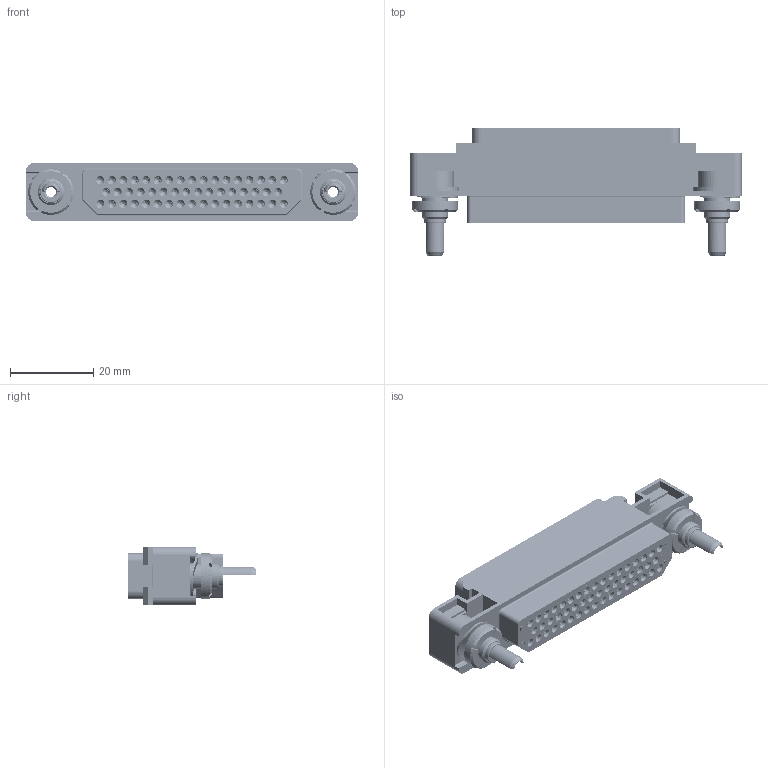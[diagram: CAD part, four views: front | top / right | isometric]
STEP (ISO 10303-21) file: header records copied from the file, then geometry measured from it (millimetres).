
FILE_DESCRIPTION((''),'2;1');
FILE_NAME('1900ND01S1B00B','2020-08-03T',('presta_be4'),(''),'CREO PARAMETRIC BY PTC INC, 2018360','CREO PARAMETRIC BY PTC INC, 2018360','');
FILE_SCHEMA(('CONFIG_CONTROL_DESIGN'));
Products named in the file (1): 1900ND01S1B00B
Bounding box: 80 x 30.77 x 14 mm (x, y, z)
Volume: 15289.2 mm3; surface area: 29755.7 mm2
Topology: 1 solids, 1 shells, 9895 faces, 24329 edges, 14862 vertices
Faces by surface type: plane 3459, cylinder 2636, torus 2030, cone 1544, bspline 200, extrusion 26
Entity records: 349770 total; most frequent: CARTESIAN_POINT 112653, DIRECTION 52181, ORIENTED_EDGE 48250, EDGE_CURVE 24125, AXIS2_PLACEMENT_3D 20547, VERTEX_POINT 14862, EDGE_LOOP 11139, VECTOR 11087
